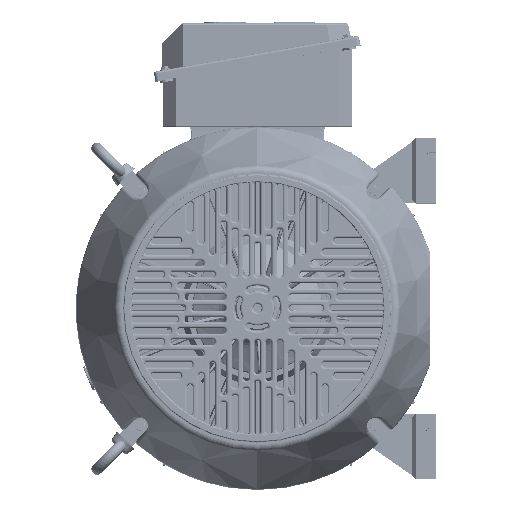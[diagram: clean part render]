
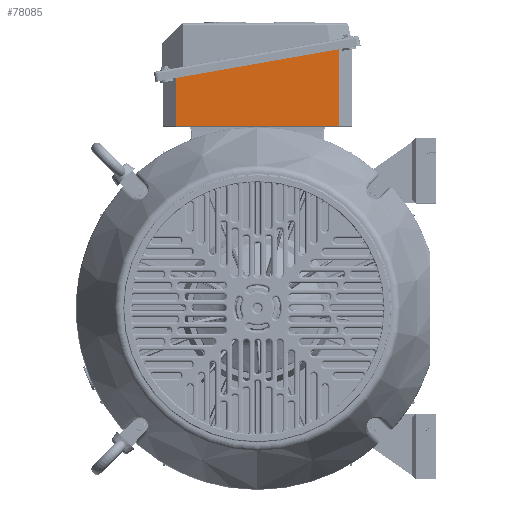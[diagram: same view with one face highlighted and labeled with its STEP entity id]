
A CAD part, top view. The second image highlights one B-rep face of the part: STEP entity #78085.
In plain terms, the highlighted planar face has unit normal (0, 0, 1).
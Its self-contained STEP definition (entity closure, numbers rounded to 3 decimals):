
#28878 = LINE ( 'NONE', #29030, #29029 ) ;
#28882 = CARTESIAN_POINT ( 'NONE',  ( 18.929, 71.959, 121. ) ) ;
#29025 = CARTESIAN_POINT ( 'NONE',  ( 249.772, 112.662, 121. ) ) ;
#29027 = DIRECTION ( 'NONE',  ( 0.985, 0.174, 0. ) ) ;
#29029 = VECTOR ( 'NONE', #29027, 1000. ) ;
#29030 = CARTESIAN_POINT ( 'NONE',  ( -11.735, 66.552, 121. ) ) ;
#29145 = DIRECTION ( 'NONE',  ( 0., -1., 0. ) ) ;
#29146 = VECTOR ( 'NONE', #29145, 1000. ) ;
#29147 = CARTESIAN_POINT ( 'NONE',  ( 18.929, 0., 121. ) ) ;
#29149 = LINE ( 'NONE', #29147, #29146 ) ;
#29184 = CARTESIAN_POINT ( 'NONE',  ( 18.929, 4., 121. ) ) ;
#29440 = CARTESIAN_POINT ( 'NONE',  ( 249.772, 4., 121. ) ) ;
#29442 = DIRECTION ( 'NONE',  ( 0., 1., 0. ) ) ;
#29443 = VECTOR ( 'NONE', #29442, 1000. ) ;
#29445 = CARTESIAN_POINT ( 'NONE',  ( 249.772, 0., 121. ) ) ;
#29446 = LINE ( 'NONE', #29445, #29443 ) ;
#30454 = DIRECTION ( 'NONE',  ( 1., 0., 0. ) ) ;
#30455 = VECTOR ( 'NONE', #30454, 1000. ) ;
#30457 = CARTESIAN_POINT ( 'NONE',  ( 0., 4., 121. ) ) ;
#30459 = LINE ( 'NONE', #30457, #30455 ) ;
#30463 = DIRECTION ( 'NONE',  ( -1., 0., 0. ) ) ;
#30464 = DIRECTION ( 'NONE',  ( 0., 0., -1. ) ) ;
#30466 = AXIS2_PLACEMENT_3D ( 'NONE', #30471, #30464, #30463 ) ;
#30471 = CARTESIAN_POINT ( 'NONE',  ( 0., 0., 121. ) ) ;
#30473 = PLANE ( 'NONE',  #30466 ) ;
#30474 = FACE_OUTER_BOUND ( 'NONE', #78087, .T. ) ;
#77463 = VERTEX_POINT ( 'NONE', #28882 ) ;
#77466 = EDGE_CURVE ( 'NONE', #77463, #77469, #28878, .T. ) ;
#77469 = VERTEX_POINT ( 'NONE', #29025 ) ;
#77544 = EDGE_CURVE ( 'NONE', #77463, #77587, #29149, .T. ) ;
#77587 = VERTEX_POINT ( 'NONE', #29184 ) ;
#77647 = EDGE_CURVE ( 'NONE', #77649, #77469, #29446, .T. ) ;
#77649 = VERTEX_POINT ( 'NONE', #29440 ) ;
#78085 = ADVANCED_FACE ( 'NONE', ( #30474 ), #30473, .F. ) ;
#78087 = EDGE_LOOP ( 'NONE', ( #78089, #78091, #78094, #78096 ) ) ;
#78089 = ORIENTED_EDGE ( 'NONE', *, *, #77544, .T. ) ;
#78091 = ORIENTED_EDGE ( 'NONE', *, *, #78092, .T. ) ;
#78092 = EDGE_CURVE ( 'NONE', #77587, #77649, #30459, .T. ) ;
#78094 = ORIENTED_EDGE ( 'NONE', *, *, #77647, .T. ) ;
#78096 = ORIENTED_EDGE ( 'NONE', *, *, #77466, .F. ) ;
